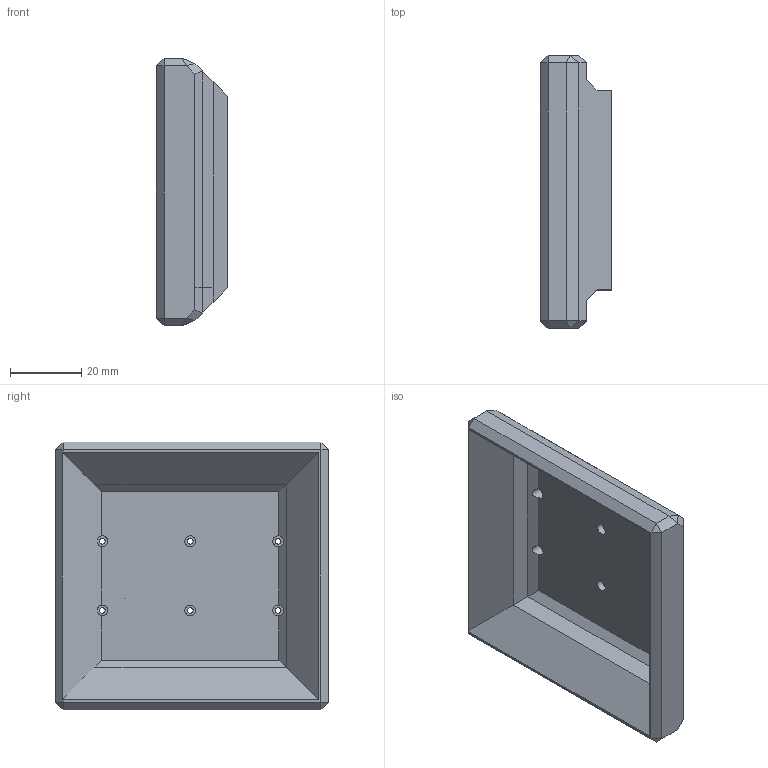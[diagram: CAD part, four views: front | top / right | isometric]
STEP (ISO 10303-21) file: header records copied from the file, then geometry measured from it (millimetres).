
FILE_DESCRIPTION(/* description */ (''),/* implementation_level */ '2;1');
FILE_NAME(/* name */ 'Basket.step',/* time_stamp */ '2026-01-13T17:35:47+01:00',/* author */ (''),/* organization */ (''),/* preprocessor_version */ 'ST-DEVELOPER v20.1',/* originating_system */ 'Autodesk Translation Framework v14.21.0.0',/* authorisation */ '');
FILE_SCHEMA (('AUTOMOTIVE_DESIGN { 1 0 10303 214 3 1 1 }'));
Length unit declared in the file: millimetre
Products named in the file (1): FlatRover
Bounding box: 19.95 x 76.62 x 75.1 mm (x, y, z)
Volume: 39923.1 mm3; surface area: 17886.5 mm2
Topology: 1 solids, 1 shells, 84 faces, 197 edges, 118 vertices
Faces by surface type: plane 72, cylinder 12
Full cylindrical faces by diameter (mm): 1.6 x6, 3.05 x6
Entity records: 2600 total; most frequent: CARTESIAN_POINT 400, DIRECTION 399, ORIENTED_EDGE 394, EDGE_CURVE 197, LINE 165, VECTOR 165, VERTEX_POINT 118, AXIS2_PLACEMENT_3D 117
